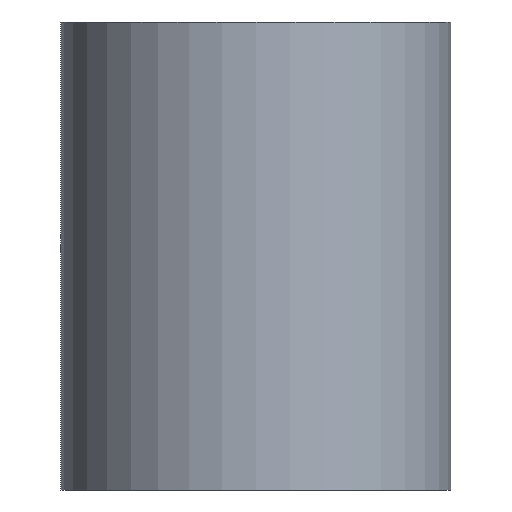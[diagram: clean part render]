
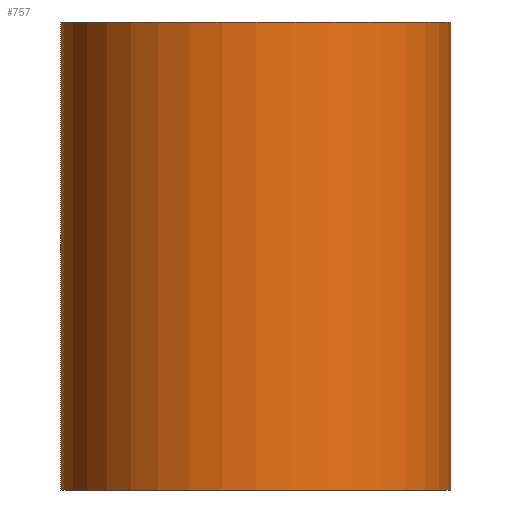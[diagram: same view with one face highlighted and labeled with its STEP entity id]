
A CAD part, front view. The second image highlights one B-rep face of the part: STEP entity #757.
In plain terms, the highlighted cylindrical face has radius 30 mm (diameter 60 mm), a partial arc.
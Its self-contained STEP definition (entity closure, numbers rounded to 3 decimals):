
#46 = VERTEX_POINT ( 'NONE', #616 ) ;
#64 = DIRECTION ( 'NONE',  ( 0., 0., -1. ) ) ;
#70 = AXIS2_PLACEMENT_3D ( 'NONE', #138, #879, #313 ) ;
#90 = VERTEX_POINT ( 'NONE', #994 ) ;
#100 = EDGE_CURVE ( 'NONE', #424, #46, #829, .T. ) ;
#102 = AXIS2_PLACEMENT_3D ( 'NONE', #868, #958, #631 ) ;
#138 = CARTESIAN_POINT ( 'NONE',  ( 0., 0., 156.853 ) ) ;
#173 = ORIENTED_EDGE ( 'NONE', *, *, #788, .T. ) ;
#185 = VECTOR ( 'NONE', #948, 1000. ) ;
#242 = VERTEX_POINT ( 'NONE', #478 ) ;
#290 = LINE ( 'NONE', #302, #185 ) ;
#295 = VECTOR ( 'NONE', #64, 1000. ) ;
#302 = CARTESIAN_POINT ( 'NONE',  ( 30., 0., 156.853 ) ) ;
#313 = DIRECTION ( 'NONE',  ( -1., 0., 0. ) ) ;
#322 = EDGE_CURVE ( 'NONE', #46, #90, #290, .T. ) ;
#329 = EDGE_CURVE ( 'NONE', #424, #242, #537, .T. ) ;
#409 = CARTESIAN_POINT ( 'NONE',  ( -30., 0., 156.853 ) ) ;
#424 = VERTEX_POINT ( 'NONE', #992 ) ;
#446 = CARTESIAN_POINT ( 'NONE',  ( 0., 0., 72. ) ) ;
#474 = FACE_OUTER_BOUND ( 'NONE', #668, .T. ) ;
#478 = CARTESIAN_POINT ( 'NONE',  ( -30., 0., 0. ) ) ;
#537 = LINE ( 'NONE', #409, #295 ) ;
#582 = ORIENTED_EDGE ( 'NONE', *, *, #329, .T. ) ;
#589 = DIRECTION ( 'NONE',  ( 1., 0., 0. ) ) ;
#616 = CARTESIAN_POINT ( 'NONE',  ( 30., 0., 72. ) ) ;
#625 = CYLINDRICAL_SURFACE ( 'NONE', #70, 30. ) ;
#631 = DIRECTION ( 'NONE',  ( 1., 0., 0. ) ) ;
#634 = CIRCLE ( 'NONE', #102, 30. ) ;
#668 = EDGE_LOOP ( 'NONE', ( #890, #949, #582, #173 ) ) ;
#673 = AXIS2_PLACEMENT_3D ( 'NONE', #446, #935, #589 ) ;
#757 = ADVANCED_FACE ( 'NONE', ( #474 ), #625, .T. ) ;
#788 = EDGE_CURVE ( 'NONE', #242, #90, #634, .T. ) ;
#829 = CIRCLE ( 'NONE', #673, 30. ) ;
#868 = CARTESIAN_POINT ( 'NONE',  ( 0., 0., 0. ) ) ;
#879 = DIRECTION ( 'NONE',  ( 0., 0., -1. ) ) ;
#890 = ORIENTED_EDGE ( 'NONE', *, *, #322, .F. ) ;
#935 = DIRECTION ( 'NONE',  ( 0., 0., 1. ) ) ;
#948 = DIRECTION ( 'NONE',  ( 0., 0., -1. ) ) ;
#949 = ORIENTED_EDGE ( 'NONE', *, *, #100, .F. ) ;
#958 = DIRECTION ( 'NONE',  ( 0., 0., 1. ) ) ;
#992 = CARTESIAN_POINT ( 'NONE',  ( -30., 0., 72. ) ) ;
#994 = CARTESIAN_POINT ( 'NONE',  ( 30., 0., 0. ) ) ;
